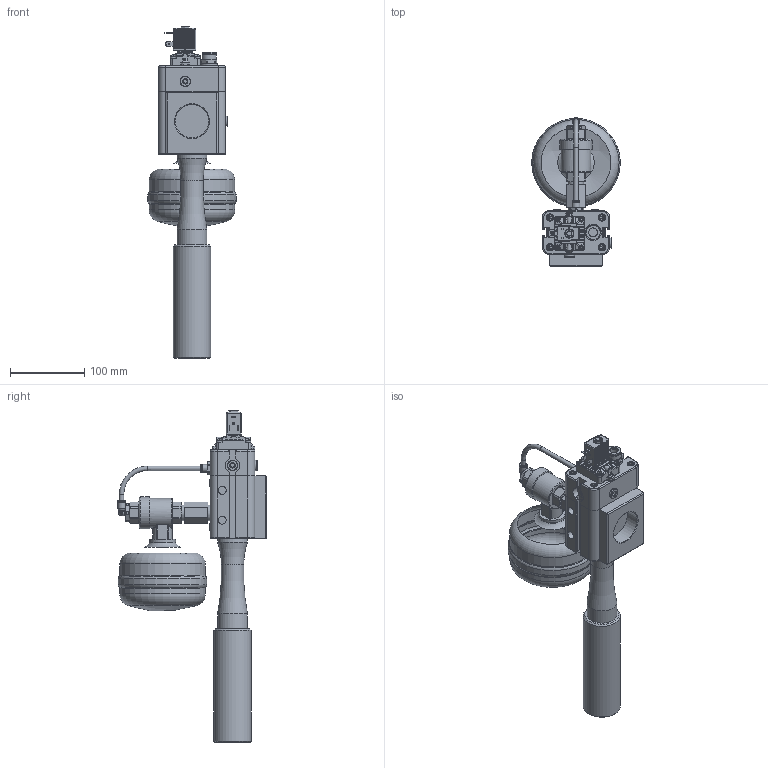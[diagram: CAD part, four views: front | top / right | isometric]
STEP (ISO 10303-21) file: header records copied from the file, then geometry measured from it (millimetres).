
FILE_DESCRIPTION(/* description */ (''),/* implementation_level */ '2;1');
FILE_NAME(/* name */ 'evkz80aer05s.stp',/* time_stamp */ '2022-07-14T17:05:19+02:00',/* author */ ('enginyeria'),/* organization */ (''),/* preprocessor_version */ 'ST-DEVELOPER v17.2',/* originating_system */ 'Autodesk Inventor 2019',/* authorisation */ '');
FILE_SCHEMA (('AUTOMOTIVE_DESIGN { 1 0 10303 214 3 1 1 }'));
Length unit declared in the file: millimetre
Products named in the file (1): Pieza31
Bounding box: 119 x 199.88 x 446 mm (x, y, z)
Volume: 1933468.4 mm3; surface area: 215336.8 mm2
Topology: 4 solids, 32 shells, 2443 faces, 6603 edges, 4306 vertices
Faces by surface type: plane 1211, cylinder 813, cone 217, torus 110, bspline 81, sphere 11
Full cylindrical faces by diameter (mm): 1.1 x1, 1.3 x2, 1.4 x1, 1.65 x3, 1.8 x3, 2 x3, 2.4 x3, 2.5 x4, 2.7 x1, 2.75 x1, 3 x7, 3.2 x1, 3.5 x1, 3.9 x4, 4 x4, 4.134 x4, 4.3 x4, 4.8 x1, 4.9 x4, 5 x9, 5.5 x8, 6 x7, 6.2 x1, 6.3 x4, 6.5 x1, 7 x7, 7.1 x2, 7.2 x2, 7.4 x1, 8 x3
Entity records: 84536 total; most frequent: CARTESIAN_POINT 22732, ORIENTED_EDGE 13148, DIRECTION 12975, EDGE_CURVE 6574, AXIS2_PLACEMENT_3D 4760, VERTEX_POINT 4312, LINE 3455, VECTOR 3455
